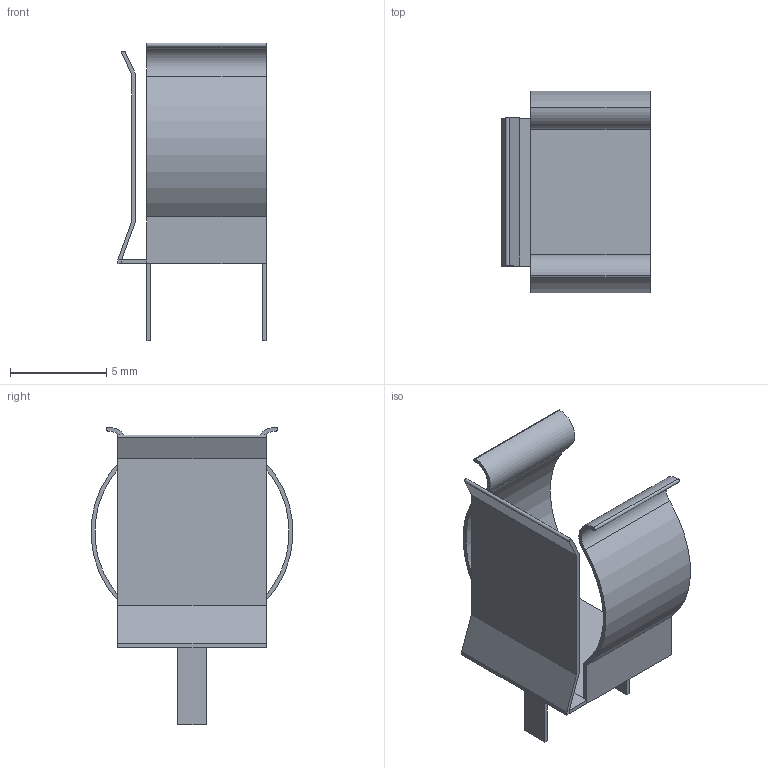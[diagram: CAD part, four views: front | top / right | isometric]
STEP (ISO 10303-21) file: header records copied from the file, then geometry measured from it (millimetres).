
FILE_DESCRIPTION(('FreeCAD Model'),'2;1');
FILE_NAME('Open CASCADE Shape Model','2025-02-13T21:34:34',(''),(''), 'Open CASCADE STEP processor 7.7','FreeCAD','Unknown');
FILE_SCHEMA(('AUTOMOTIVE_DESIGN { 1 0 10303 214 1 1 1 1 }'));
Length unit declared in the file: millimetre
Products named in the file (1): Body
Bounding box: 7.7 x 10.48 x 15.45 mm (x, y, z)
Volume: 64.6 mm3; surface area: 649.4 mm2
Topology: 1 solids, 1 shells, 46 faces, 114 edges, 70 vertices
Faces by surface type: plane 35, cylinder 11
Entity records: 1358 total; most frequent: CARTESIAN_POINT 231, DIRECTION 230, ORIENTED_EDGE 228, EDGE_CURVE 114, LINE 92, VECTOR 92, VERTEX_POINT 70, AXIS2_PLACEMENT_3D 69
